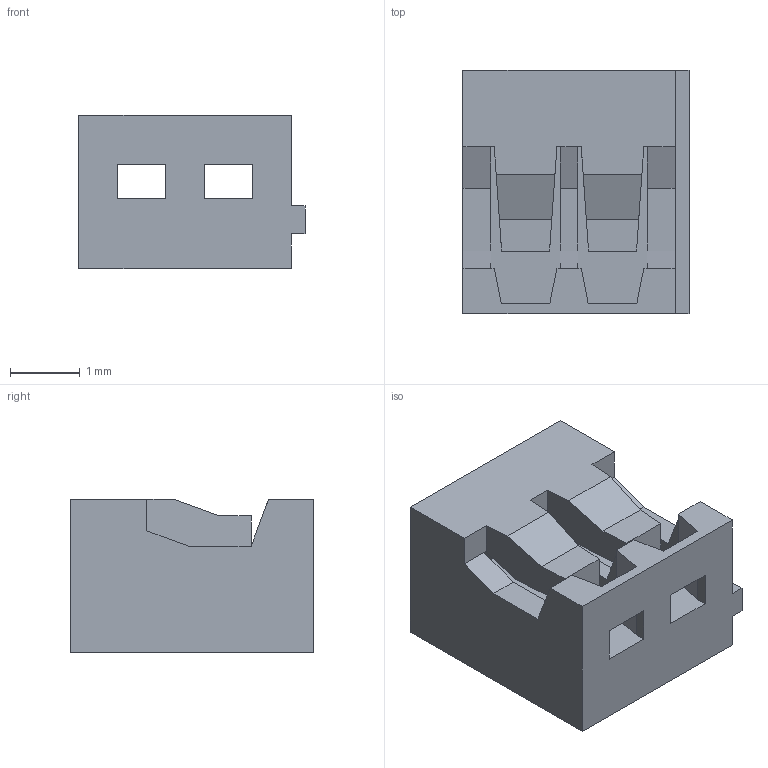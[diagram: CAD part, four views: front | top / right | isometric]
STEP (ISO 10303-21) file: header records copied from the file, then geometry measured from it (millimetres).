
FILE_DESCRIPTION((''),'2;1');
FILE_NAME('510220200','2007-09-26T',('av'),(''),'PRO/ENGINEER BY PARAMETRIC TECHNOLOGY CORPORATION, 2003451','PRO/ENGINEER BY PARAMETRIC TECHNOLOGY CORPORATION, 2003451','');
FILE_SCHEMA(('CONFIG_CONTROL_DESIGN'));
Length unit declared in the file: millimetre
Products named in the file (1): 510220200
Bounding box: 3.25 x 3.5 x 2.2 mm (x, y, z)
Volume: 16.3 mm3; surface area: 77 mm2
Topology: 1 solids, 1 shells, 107 faces, 310 edges, 208 vertices
Faces by surface type: plane 107
Entity records: 3461 total; most frequent: CARTESIAN_POINT 609, ORIENTED_EDGE 598, DIRECTION 532, VECTOR 306, LINE 306, EDGE_CURVE 299, VERTEX_POINT 190, AXIS2_PLACEMENT_3D 113
